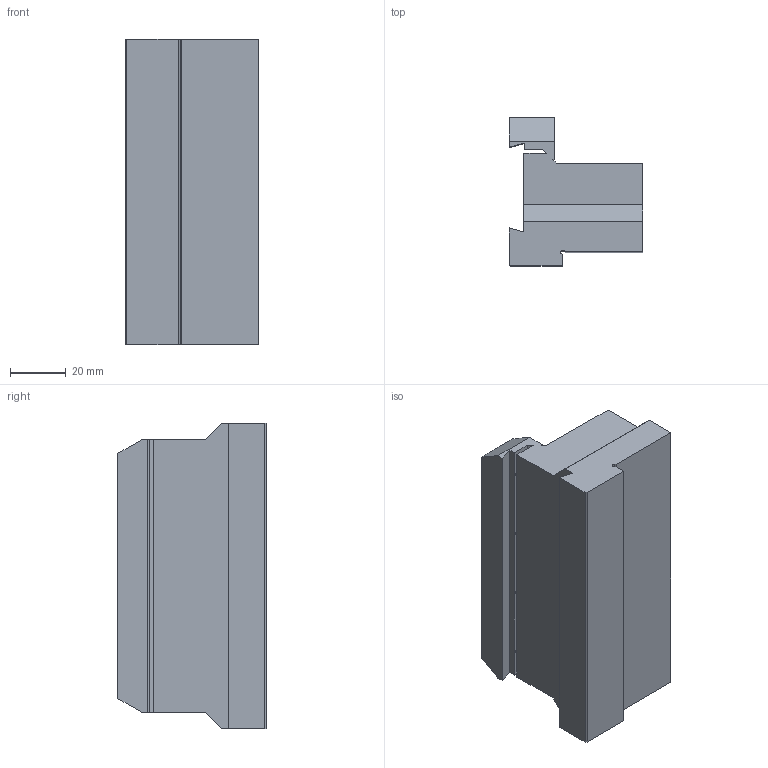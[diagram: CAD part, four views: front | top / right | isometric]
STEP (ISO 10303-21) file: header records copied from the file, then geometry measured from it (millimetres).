
FILE_DESCRIPTION(('CATIA V5 STEP','CAx-IF Rec.Pracs.--- Model Styling and Organization---1.2---2011-12-15'),'2;1');
FILE_NAME('2300773 D.stp','2017-12-20T06:02:36+00:00',('none'),('none'),'CATIA Version 5 Release 21 SP 5 (IN-10)','CATIA V5 STEP AP214','none');
FILE_SCHEMA(('AUTOMOTIVE_DESIGN { 1 0 10303 214 1 1 1 1 }'));
Length unit declared in the file: millimetre
Products named in the file (1): SGTBU 32-6G
Bounding box: 48.2 x 53.4 x 110 mm (x, y, z)
Volume: 175595.8 mm3; surface area: 28366.4 mm2
Topology: 1 solids, 1 shells, 50 faces, 148 edges, 100 vertices
Faces by surface type: plane 33, cylinder 17
Entity records: 1802 total; most frequent: CARTESIAN_POINT 380, ORIENTED_EDGE 296, DIRECTION 240, EDGE_CURVE 148, VECTOR 106, LINE 106, VERTEX_POINT 100, AXIS2_PLACEMENT_3D 84
